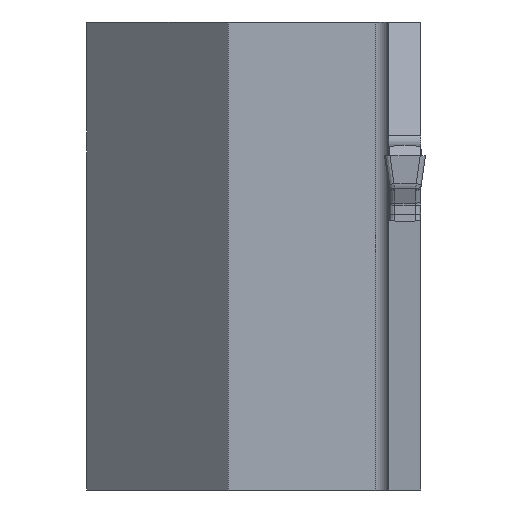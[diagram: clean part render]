
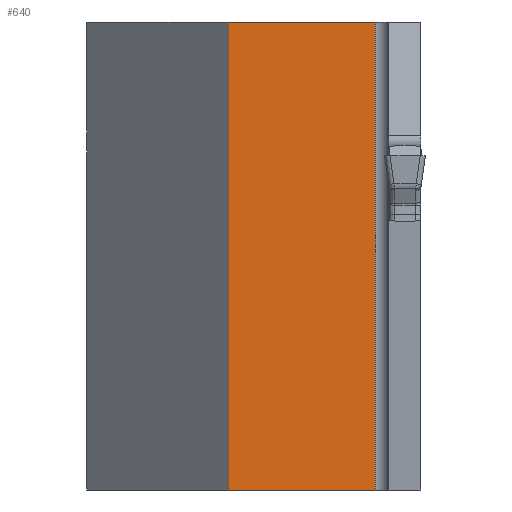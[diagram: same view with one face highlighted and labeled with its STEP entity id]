
A CAD part, left-side view. The second image highlights one B-rep face of the part: STEP entity #640.
In plain terms, the highlighted planar face has unit normal (-1, 0, 0).
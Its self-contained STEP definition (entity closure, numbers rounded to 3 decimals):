
#640=ADVANCED_FACE('',(#747),#720,.T.);
#720=PLANE('',#1841);
#747=FACE_OUTER_BOUND('',#827,.T.);
#827=EDGE_LOOP('',(#954,#955,#956,#957));
#954=ORIENTED_EDGE('',*,*,#1493,.F.);
#955=ORIENTED_EDGE('',*,*,#1494,.T.);
#956=ORIENTED_EDGE('',*,*,#1495,.T.);
#957=ORIENTED_EDGE('',*,*,#1496,.T.);
#1364=VERTEX_POINT('',#2152);
#1365=VERTEX_POINT('',#2153);
#1366=VERTEX_POINT('',#2155);
#1367=VERTEX_POINT('',#2157);
#1493=EDGE_CURVE('',#1364,#1365,#1695,.T.);
#1494=EDGE_CURVE('',#1364,#1366,#1696,.T.);
#1495=EDGE_CURVE('',#1366,#1367,#1697,.T.);
#1496=EDGE_CURVE('',#1367,#1365,#1698,.T.);
#1695=LINE('',#2151,#1771);
#1696=LINE('',#2154,#1772);
#1697=LINE('',#2156,#1773);
#1698=LINE('',#2158,#1774);
#1771=VECTOR('',#1928,1.);
#1772=VECTOR('',#1929,1.);
#1773=VECTOR('',#1930,1.);
#1774=VECTOR('',#1931,1.);
#1841=AXIS2_PLACEMENT_3D('',#2159,#1932,#1933);
#1928=DIRECTION('',(0.,-1.,0.));
#1929=DIRECTION('',(0.,0.,-1.));
#1930=DIRECTION('',(0.,-1.,0.));
#1931=DIRECTION('',(0.,0.,1.));
#1932=DIRECTION('',(-1.,0.,0.));
#1933=DIRECTION('',(0.,0.,1.));
#2151=CARTESIAN_POINT('',(23.,27.4,10.));
#2152=CARTESIAN_POINT('',(23.,14.4,10.));
#2153=CARTESIAN_POINT('',(23.,3.4,10.));
#2154=CARTESIAN_POINT('',(23.,14.4,30.));
#2155=CARTESIAN_POINT('',(23.,14.4,-25.));
#2156=CARTESIAN_POINT('',(23.,27.4,-25.));
#2157=CARTESIAN_POINT('',(23.,3.4,-25.));
#2158=CARTESIAN_POINT('',(23.,3.4,10.));
#2159=CARTESIAN_POINT('',(23.,27.4,10.));
